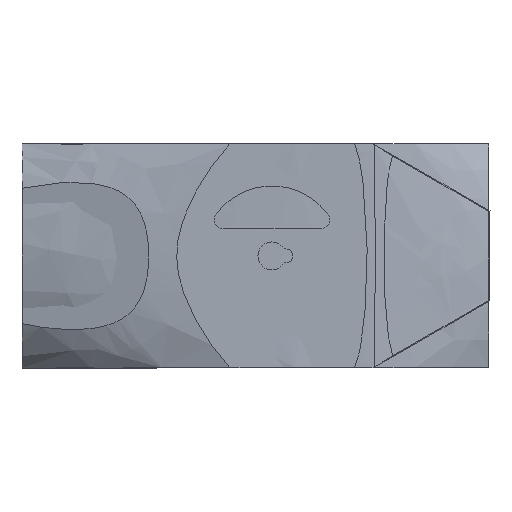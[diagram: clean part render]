
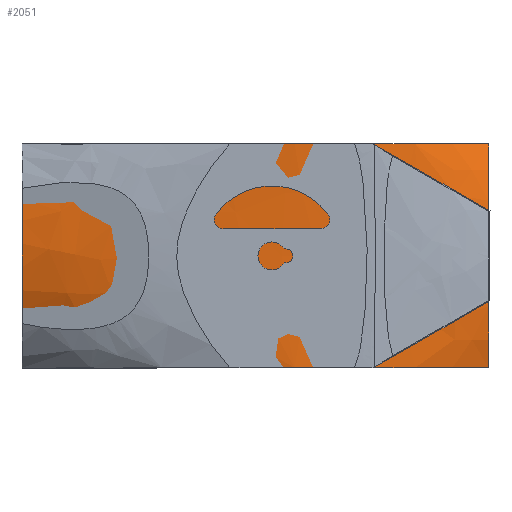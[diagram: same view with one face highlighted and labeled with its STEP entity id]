
A CAD part, top view. The second image highlights one B-rep face of the part: STEP entity #2051.
In plain terms, the highlighted free-form (B-spline) face has degree [3, 3] with [6, 6] control points.
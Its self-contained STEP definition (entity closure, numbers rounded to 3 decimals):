
#2051=ADVANCED_FACE('',(#2509),#2511,.T.);
#2509=FACE_BOUND('',#2510,.T.);
#2510=EDGE_LOOP('',(#2807,#2808,#2809,#2810));
#2511=B_SPLINE_SURFACE_WITH_KNOTS('',3,3,(
(#2512,#2513,#2514,#2515,#2516,#2517),
(#2518,#2519,#2520,#2521,#2522,#2523),
(#2524,#2525,#2526,#2527,#2528,#2529),
(#2530,#2531,#2532,#2533,#2534,#2535),
(#2536,#2537,#2538,#2539,#2540,#2541),
(#2542,#2543,#2544,#2545,#2546,#2547)),
.UNSPECIFIED.,.F.,.F.,.F.,
(4,1,1,4),
(4,1,1,4),
(0.,0.891,2.065,3.),
(0.,0.765,2.157,3.),
.UNSPECIFIED.);
#2512=CARTESIAN_POINT('',(-0.028,41.923,100.058));
#2513=CARTESIAN_POINT('',(-0.036,46.909,106.695));
#2514=CARTESIAN_POINT('',(-0.027,67.849,120.623));
#2515=CARTESIAN_POINT('',(-0.025,110.175,121.294));
#2516=CARTESIAN_POINT('',(-0.037,132.586,107.366));
#2517=CARTESIAN_POINT('',(-0.028,138.077,100.058));
#2518=CARTESIAN_POINT('',(25.139,41.917,112.43));
#2519=CARTESIAN_POINT('',(22.347,46.475,116.445));
#2520=CARTESIAN_POINT('',(16.51,67.132,124.837));
#2521=CARTESIAN_POINT('',(16.23,110.848,125.239));
#2522=CARTESIAN_POINT('',(22.065,133.065,116.85));
#2523=CARTESIAN_POINT('',(25.139,138.083,112.43));
#2524=CARTESIAN_POINT('',(78.492,41.979,132.081));
#2525=CARTESIAN_POINT('',(73.833,46.571,131.975));
#2526=CARTESIAN_POINT('',(64.035,67.211,131.752));
#2527=CARTESIAN_POINT('',(63.563,110.776,131.741));
#2528=CARTESIAN_POINT('',(73.361,132.965,131.964));
#2529=CARTESIAN_POINT('',(78.492,138.021,132.081));
#2530=CARTESIAN_POINT('',(143.165,42.029,134.767));
#2531=CARTESIAN_POINT('',(143.177,48.127,134.004));
#2532=CARTESIAN_POINT('',(143.209,69.774,132.403));
#2533=CARTESIAN_POINT('',(143.211,108.369,132.326));
#2534=CARTESIAN_POINT('',(143.178,131.256,133.927));
#2535=CARTESIAN_POINT('',(143.165,137.971,134.767));
#2536=CARTESIAN_POINT('',(182.954,41.971,122.573));
#2537=CARTESIAN_POINT('',(184.069,48.262,123.766));
#2538=CARTESIAN_POINT('',(186.408,70.041,126.268));
#2539=CARTESIAN_POINT('',(186.52,108.118,126.389));
#2540=CARTESIAN_POINT('',(184.182,131.102,123.887));
#2541=CARTESIAN_POINT('',(182.954,138.029,122.573));
#2542=CARTESIAN_POINT('',(200.038,41.966,115.086));
#2543=CARTESIAN_POINT('',(200.036,47.839,117.406));
#2544=CARTESIAN_POINT('',(200.029,69.346,122.275));
#2545=CARTESIAN_POINT('',(200.028,108.77,122.509));
#2546=CARTESIAN_POINT('',(200.036,131.567,117.641));
#2547=CARTESIAN_POINT('',(200.038,138.034,115.086));
#2807=ORIENTED_EDGE('',*,*,#3181,.T.);
#2808=ORIENTED_EDGE('',*,*,#3182,.T.);
#2809=ORIENTED_EDGE('',*,*,#3183,.F.);
#2810=ORIENTED_EDGE('',*,*,#3184,.F.);
#3181=EDGE_CURVE('',#5390,#5391,#5392,.T.);
#3182=EDGE_CURVE('',#5391,#5393,#5394,.T.);
#3183=EDGE_CURVE('',#5395,#5393,#5396,.T.);
#3184=EDGE_CURVE('',#5390,#5395,#5397,.T.);
#5390=VERTEX_POINT('',#5406);
#5391=VERTEX_POINT('',#5407);
#5392=B_SPLINE_CURVE_WITH_KNOTS('',3,
(#5408,#5409,#5410,#5411,#5412,#5413,#5414,#5415,#5416,#5417),
.UNSPECIFIED.,.F.,.F.,
(4,1,1,1,1,1,1,4),
(0.,0.18,0.334,0.46,0.59,0.731,
0.87,1.),
.UNSPECIFIED.);
#5393=VERTEX_POINT('',#5418);
#5394=B_SPLINE_CURVE_WITH_KNOTS('',3,
(#5419,#5420,#5421,#5422,#5423,#5424),
.UNSPECIFIED.,.F.,.F.,
(4,1,1,4),
(0.,0.255,0.719,1.),
.UNSPECIFIED.);
#5395=VERTEX_POINT('',#5425);
#5396=B_SPLINE_CURVE_WITH_KNOTS('',3,
(#5426,#5427,#5428,#5429,#5430,#5431,#5432,#5433,#5434,#5435),
.UNSPECIFIED.,.F.,.F.,
(4,1,1,1,1,1,1,4),
(0.,0.18,0.334,0.46,0.59,0.731,
0.87,1.),
.UNSPECIFIED.);
#5397=B_SPLINE_CURVE_WITH_KNOTS('',3,
(#5436,#5437,#5438,#5439,#5440,#5441),
.UNSPECIFIED.,.F.,.F.,
(4,1,1,4),
(0.,0.255,0.719,1.),
.UNSPECIFIED.);
#5406=CARTESIAN_POINT('',(-0.028,41.923,100.058));
#5407=CARTESIAN_POINT('',(200.038,41.966,115.086));
#5408=CARTESIAN_POINT('',(-0.028,41.923,100.058));
#5409=CARTESIAN_POINT('',(15.225,41.92,107.557));
#5410=CARTESIAN_POINT('',(42.095,41.934,118.828));
#5411=CARTESIAN_POINT('',(75.825,41.971,128.153));
#5412=CARTESIAN_POINT('',(103.857,42.,132.26));
#5413=CARTESIAN_POINT('',(129.349,42.009,132.803));
#5414=CARTESIAN_POINT('',(154.276,42.,129.944));
#5415=CARTESIAN_POINT('',(177.942,41.981,123.931));
#5416=CARTESIAN_POINT('',(192.913,41.969,118.209));
#5417=CARTESIAN_POINT('',(200.038,41.966,115.086));
#5418=CARTESIAN_POINT('',(200.038,138.034,115.086));
#5419=CARTESIAN_POINT('',(200.038,41.966,115.086));
#5420=CARTESIAN_POINT('',(200.036,47.839,117.406));
#5421=CARTESIAN_POINT('',(200.029,69.346,122.275));
#5422=CARTESIAN_POINT('',(200.028,108.77,122.509));
#5423=CARTESIAN_POINT('',(200.036,131.567,117.641));
#5424=CARTESIAN_POINT('',(200.038,138.034,115.086));
#5425=CARTESIAN_POINT('',(-0.028,138.077,100.058));
#5426=CARTESIAN_POINT('',(-0.028,138.077,100.058));
#5427=CARTESIAN_POINT('',(15.225,138.08,107.557));
#5428=CARTESIAN_POINT('',(42.094,138.066,118.828));
#5429=CARTESIAN_POINT('',(75.825,138.029,128.153));
#5430=CARTESIAN_POINT('',(103.857,138.,132.26));
#5431=CARTESIAN_POINT('',(129.349,137.991,132.803));
#5432=CARTESIAN_POINT('',(154.276,138.,129.944));
#5433=CARTESIAN_POINT('',(177.942,138.019,123.931));
#5434=CARTESIAN_POINT('',(192.913,138.031,118.209));
#5435=CARTESIAN_POINT('',(200.038,138.034,115.086));
#5436=CARTESIAN_POINT('',(-0.028,41.923,100.058));
#5437=CARTESIAN_POINT('',(-0.036,46.909,106.695));
#5438=CARTESIAN_POINT('',(-0.027,67.849,120.623));
#5439=CARTESIAN_POINT('',(-0.025,110.175,121.294));
#5440=CARTESIAN_POINT('',(-0.037,132.586,107.366));
#5441=CARTESIAN_POINT('',(-0.028,138.077,100.058));
